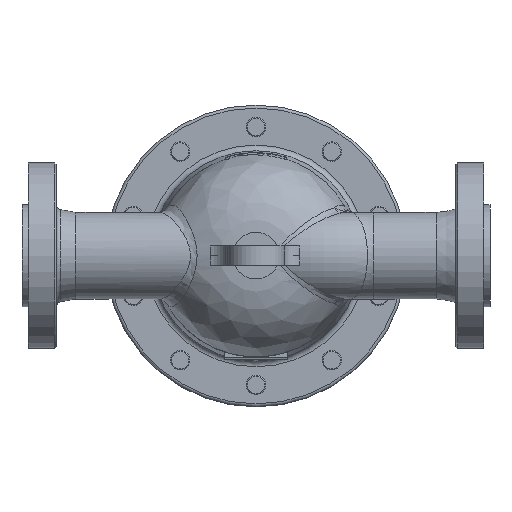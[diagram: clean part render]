
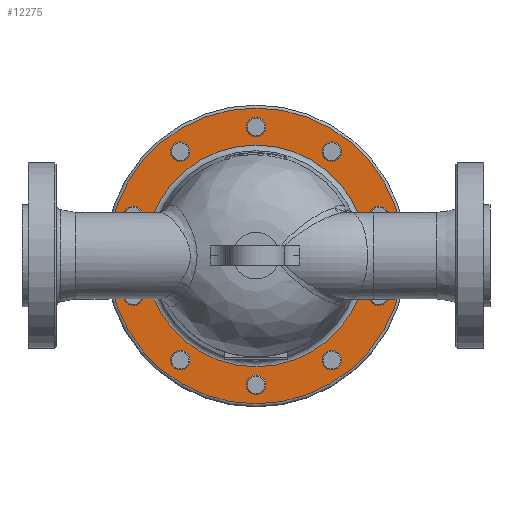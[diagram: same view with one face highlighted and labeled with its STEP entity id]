
A CAD part, top view. The second image highlights one B-rep face of the part: STEP entity #12275.
In plain terms, the highlighted planar face has unit normal (0, 0, 1).
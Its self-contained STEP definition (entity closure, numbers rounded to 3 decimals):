
#2352=CARTESIAN_POINT('',(-69.791,113.073,264.5));
#2353=VERTEX_POINT('',#2352);
#2354=CARTESIAN_POINT('',(-77.882,107.195,264.5));
#2355=DIRECTION('',(0.0,0.0,-1.0));
#2356=DIRECTION('',(-0.809,-0.588,0.0));
#2357=AXIS2_PLACEMENT_3D('',#2354,#2355,#2356);
#2358=CIRCLE('',#2357,10.);
#2359=EDGE_CURVE('',#2353,#2353,#2358,.T.);
#2466=CARTESIAN_POINT('',(-122.925,50.455,264.5));
#2467=VERTEX_POINT('',#2466);
#2468=CARTESIAN_POINT('',(-126.015,40.945,264.5));
#2469=DIRECTION('',(0.0,0.0,-1.0));
#2470=DIRECTION('',(-0.309,-0.951,0.0));
#2471=AXIS2_PLACEMENT_3D('',#2468,#2469,#2470);
#2472=CIRCLE('',#2471,10.);
#2473=EDGE_CURVE('',#2467,#2467,#2472,.T.);
#2580=CARTESIAN_POINT('',(-129.105,-31.434,264.5));
#2581=VERTEX_POINT('',#2580);
#2582=CARTESIAN_POINT('',(-126.015,-40.945,264.5));
#2583=DIRECTION('',(0.0,0.0,-1.0));
#2584=DIRECTION('',(0.309,-0.951,0.0));
#2585=AXIS2_PLACEMENT_3D('',#2582,#2583,#2584);
#2586=CIRCLE('',#2585,10.);
#2587=EDGE_CURVE('',#2581,#2581,#2586,.T.);
#2694=CARTESIAN_POINT('',(-85.972,-101.317,264.5));
#2695=VERTEX_POINT('',#2694);
#2696=CARTESIAN_POINT('',(-77.882,-107.195,264.5));
#2697=DIRECTION('',(0.0,0.0,-1.0));
#2698=DIRECTION('',(0.809,-0.588,0.0));
#2699=AXIS2_PLACEMENT_3D('',#2696,#2697,#2698);
#2700=CIRCLE('',#2699,10.);
#2701=EDGE_CURVE('',#2695,#2695,#2700,.T.);
#2808=CARTESIAN_POINT('',(-10.,-132.5,264.5));
#2809=VERTEX_POINT('',#2808);
#2810=CARTESIAN_POINT('',(0.,-132.5,264.5));
#2811=DIRECTION('',(0.0,0.0,-1.0));
#2812=DIRECTION('',(1.0,0.0,0.0));
#2813=AXIS2_PLACEMENT_3D('',#2810,#2811,#2812);
#2814=CIRCLE('',#2813,10.);
#2815=EDGE_CURVE('',#2809,#2809,#2814,.T.);
#2922=CARTESIAN_POINT('',(69.791,-113.073,264.5));
#2923=VERTEX_POINT('',#2922);
#2924=CARTESIAN_POINT('',(77.882,-107.195,264.5));
#2925=DIRECTION('',(0.0,0.0,-1.0));
#2926=DIRECTION('',(0.809,0.588,0.0));
#2927=AXIS2_PLACEMENT_3D('',#2924,#2925,#2926);
#2928=CIRCLE('',#2927,10.);
#2929=EDGE_CURVE('',#2923,#2923,#2928,.T.);
#3036=CARTESIAN_POINT('',(122.925,-50.455,264.5));
#3037=VERTEX_POINT('',#3036);
#3038=CARTESIAN_POINT('',(126.015,-40.945,264.5));
#3039=DIRECTION('',(0.0,0.0,-1.0));
#3040=DIRECTION('',(0.309,0.951,0.0));
#3041=AXIS2_PLACEMENT_3D('',#3038,#3039,#3040);
#3042=CIRCLE('',#3041,10.);
#3043=EDGE_CURVE('',#3037,#3037,#3042,.T.);
#3150=CARTESIAN_POINT('',(129.105,31.434,264.5));
#3151=VERTEX_POINT('',#3150);
#3152=CARTESIAN_POINT('',(126.015,40.945,264.5));
#3153=DIRECTION('',(0.0,0.0,-1.0));
#3154=DIRECTION('',(-0.309,0.951,0.0));
#3155=AXIS2_PLACEMENT_3D('',#3152,#3153,#3154);
#3156=CIRCLE('',#3155,10.);
#3157=EDGE_CURVE('',#3151,#3151,#3156,.T.);
#3264=CARTESIAN_POINT('',(85.972,101.317,264.5));
#3265=VERTEX_POINT('',#3264);
#3266=CARTESIAN_POINT('',(77.882,107.195,264.5));
#3267=DIRECTION('',(0.0,0.0,-1.0));
#3268=DIRECTION('',(-0.809,0.588,0.0));
#3269=AXIS2_PLACEMENT_3D('',#3266,#3267,#3268);
#3270=CIRCLE('',#3269,10.);
#3271=EDGE_CURVE('',#3265,#3265,#3270,.T.);
#5457=CARTESIAN_POINT('',(10.,132.5,264.5));
#5458=VERTEX_POINT('',#5457);
#5459=CARTESIAN_POINT('',(0.0,132.5,264.5));
#5460=DIRECTION('',(0.0,0.0,-1.0));
#5461=DIRECTION('',(-1.0,0.0,0.0));
#5462=AXIS2_PLACEMENT_3D('',#5459,#5460,#5461);
#5463=CIRCLE('',#5462,10.);
#5464=EDGE_CURVE('',#5458,#5458,#5463,.T.);
#12203=CARTESIAN_POINT('',(152.0,0.,264.5));
#12204=VERTEX_POINT('',#12203);
#12205=CARTESIAN_POINT('',(0.0,0.0,264.5));
#12206=DIRECTION('',(0.0,0.0,-1.0));
#12207=DIRECTION('',(-1.0,0.0,0.0));
#12208=AXIS2_PLACEMENT_3D('',#12205,#12206,#12207);
#12209=CIRCLE('',#12208,152.0);
#12210=EDGE_CURVE('',#12204,#12204,#12209,.T.);
#12226=CARTESIAN_POINT('',(0.0,0.0,264.5));
#12227=DIRECTION('',(0.0,0.0,-1.0));
#12228=DIRECTION('',(-1.0,0.0,0.0));
#12229=AXIS2_PLACEMENT_3D('',#12226,#12227,#12228);
#12230=PLANE('',#12229);
#12231=ORIENTED_EDGE('',*,*,#12210,.F.);
#12232=EDGE_LOOP('',(#12231));
#12233=FACE_OUTER_BOUND('',#12232,.T.);
#12234=ORIENTED_EDGE('',*,*,#2359,.T.);
#12235=EDGE_LOOP('',(#12234));
#12236=FACE_BOUND('',#12235,.T.);
#12237=ORIENTED_EDGE('',*,*,#2473,.T.);
#12238=EDGE_LOOP('',(#12237));
#12239=FACE_BOUND('',#12238,.T.);
#12240=ORIENTED_EDGE('',*,*,#2587,.T.);
#12241=EDGE_LOOP('',(#12240));
#12242=FACE_BOUND('',#12241,.T.);
#12243=ORIENTED_EDGE('',*,*,#2701,.T.);
#12244=EDGE_LOOP('',(#12243));
#12245=FACE_BOUND('',#12244,.T.);
#12246=ORIENTED_EDGE('',*,*,#2815,.T.);
#12247=EDGE_LOOP('',(#12246));
#12248=FACE_BOUND('',#12247,.T.);
#12249=ORIENTED_EDGE('',*,*,#2929,.T.);
#12250=EDGE_LOOP('',(#12249));
#12251=FACE_BOUND('',#12250,.T.);
#12252=ORIENTED_EDGE('',*,*,#3043,.T.);
#12253=EDGE_LOOP('',(#12252));
#12254=FACE_BOUND('',#12253,.T.);
#12255=ORIENTED_EDGE('',*,*,#3157,.T.);
#12256=EDGE_LOOP('',(#12255));
#12257=FACE_BOUND('',#12256,.T.);
#12258=ORIENTED_EDGE('',*,*,#3271,.T.);
#12259=EDGE_LOOP('',(#12258));
#12260=FACE_BOUND('',#12259,.T.);
#12261=ORIENTED_EDGE('',*,*,#5464,.T.);
#12262=EDGE_LOOP('',(#12261));
#12263=FACE_BOUND('',#12262,.T.);
#12264=CARTESIAN_POINT('',(113.919,0.,264.5));
#12265=VERTEX_POINT('',#12264);
#12266=CARTESIAN_POINT('',(0.0,0.0,264.5));
#12267=DIRECTION('',(0.0,0.0,1.0));
#12268=DIRECTION('',(-1.0,0.0,0.0));
#12269=AXIS2_PLACEMENT_3D('',#12266,#12267,#12268);
#12270=CIRCLE('',#12269,113.919);
#12271=EDGE_CURVE('',#12265,#12265,#12270,.T.);
#12272=ORIENTED_EDGE('',*,*,#12271,.F.);
#12273=EDGE_LOOP('',(#12272));
#12274=FACE_BOUND('',#12273,.T.);
#12275=ADVANCED_FACE('',(#12233,#12236,#12239,#12242,#12245,#12248,#12251,#12254,#12257,#12260,#12263,#12274),#12230,.F.);
